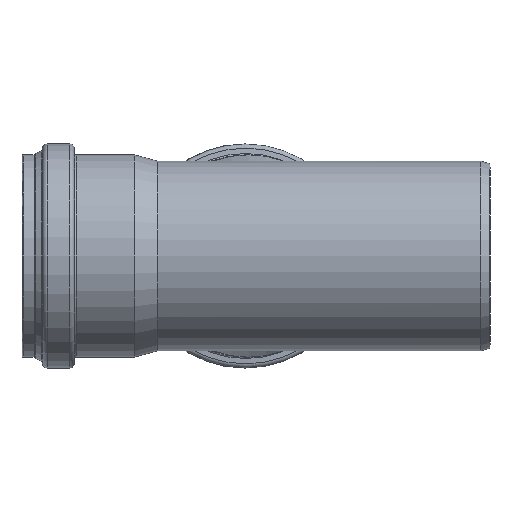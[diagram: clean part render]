
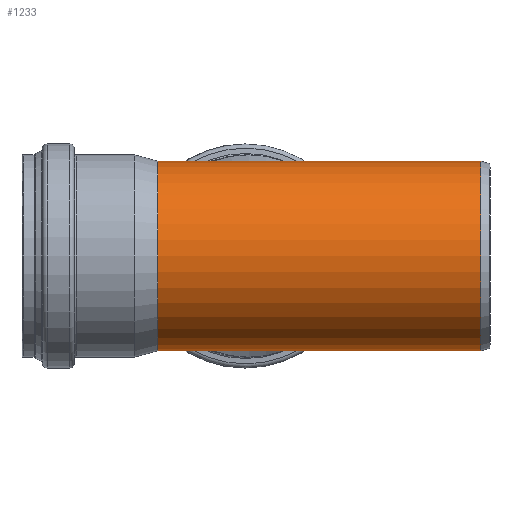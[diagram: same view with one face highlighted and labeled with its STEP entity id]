
A CAD part, left-side view. The second image highlights one B-rep face of the part: STEP entity #1233.
In plain terms, the highlighted cylindrical face has radius 62.55 mm (diameter 125.1 mm), a full revolution.
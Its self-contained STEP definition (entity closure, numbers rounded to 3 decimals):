
#72=LINE('',#2319,#109);
#109=VECTOR('',#1578,62.55);
#148=CIRCLE('',#1336,62.55);
#149=CIRCLE('',#1337,62.55);
#293=CYLINDRICAL_SURFACE('',#1335,62.55);
#315=FACE_OUTER_BOUND('',#389,.T.);
#389=EDGE_LOOP('',(#843,#844,#845,#846,#847,#848,#849,#850,#851,#852));
#463=ELLIPSE('',#1325,91.593,62.55);
#466=ELLIPSE('',#1328,87.589,62.55);
#467=ELLIPSE('',#1329,87.589,62.55);
#469=ELLIPSE('',#1331,91.593,62.55);
#479=B_SPLINE_CURVE_WITH_KNOTS('',3,(#2285,#2286,#2287,#2288,#2289,#2290,
#2291,#2292),.UNSPECIFIED.,.F.,.F.,(4,2,2,4),(0.,0.03,0.043,
0.047),.UNSPECIFIED.);
#482=B_SPLINE_CURVE_WITH_KNOTS('',3,(#2306,#2307,#2308,#2309,#2310,#2311,
#2312,#2313,#2314,#2315),.UNSPECIFIED.,.F.,.F.,(4,2,2,2,4),(1.518,
1.522,1.551,1.6,1.662),
 .UNSPECIFIED.);
#483=VERTEX_POINT('',#2081);
#485=VERTEX_POINT('',#2093);
#486=VERTEX_POINT('',#2151);
#487=VERTEX_POINT('',#2153);
#489=VERTEX_POINT('',#2192);
#493=VERTEX_POINT('',#2284);
#495=VERTEX_POINT('',#2299);
#496=VERTEX_POINT('',#2318);
#616=EDGE_CURVE('',#483,#485,#463,.T.);
#619=EDGE_CURVE('',#485,#487,#466,.T.);
#620=EDGE_CURVE('',#487,#486,#467,.T.);
#623=EDGE_CURVE('',#486,#489,#469,.T.);
#629=EDGE_CURVE('',#493,#489,#479,.T.);
#632=EDGE_CURVE('',#483,#495,#482,.T.);
#633=EDGE_CURVE('',#493,#495,#148,.T.);
#634=EDGE_CURVE('',#487,#496,#72,.T.);
#635=EDGE_CURVE('',#496,#496,#149,.T.);
#843=ORIENTED_EDGE('',*,*,#616,.F.);
#844=ORIENTED_EDGE('',*,*,#632,.T.);
#845=ORIENTED_EDGE('',*,*,#633,.F.);
#846=ORIENTED_EDGE('',*,*,#629,.T.);
#847=ORIENTED_EDGE('',*,*,#623,.F.);
#848=ORIENTED_EDGE('',*,*,#620,.F.);
#849=ORIENTED_EDGE('',*,*,#634,.T.);
#850=ORIENTED_EDGE('',*,*,#635,.T.);
#851=ORIENTED_EDGE('',*,*,#634,.F.);
#852=ORIENTED_EDGE('',*,*,#619,.F.);
#1233=ADVANCED_FACE('',(#315),#293,.T.);
#1325=AXIS2_PLACEMENT_3D('',#2094,#1554,#1555);
#1328=AXIS2_PLACEMENT_3D('',#2154,#1560,#1561);
#1329=AXIS2_PLACEMENT_3D('',#2155,#1562,#1563);
#1331=AXIS2_PLACEMENT_3D('',#2204,#1566,#1567);
#1335=AXIS2_PLACEMENT_3D('',#2316,#1574,#1575);
#1336=AXIS2_PLACEMENT_3D('',#2317,#1576,#1577);
#1337=AXIS2_PLACEMENT_3D('',#2320,#1579,#1580);
#1554=DIRECTION('center_axis',(0.731,-0.683,0.));
#1555=DIRECTION('ref_axis',(0.683,0.731,0.));
#1560=DIRECTION('center_axis',(0.7,0.714,0.));
#1561=DIRECTION('ref_axis',(0.714,-0.7,0.));
#1562=DIRECTION('center_axis',(0.7,0.714,0.));
#1563=DIRECTION('ref_axis',(0.714,-0.7,0.));
#1566=DIRECTION('center_axis',(0.731,-0.683,0.));
#1567=DIRECTION('ref_axis',(0.683,0.731,0.));
#1574=DIRECTION('center_axis',(0.,1.,0.));
#1575=DIRECTION('ref_axis',(-1.,0.,0.));
#1576=DIRECTION('center_axis',(0.,1.,0.));
#1577=DIRECTION('ref_axis',(1.,0.,0.));
#1578=DIRECTION('',(0.,-1.,0.));
#1579=DIRECTION('center_axis',(0.,1.,0.));
#1580=DIRECTION('ref_axis',(1.,0.,0.));
#2081=CARTESIAN_POINT('',(58.801,218.899,21.33));
#2093=CARTESIAN_POINT('',(0.,156.,62.55));
#2094=CARTESIAN_POINT('Origin',(0.,156.,0.));
#2151=CARTESIAN_POINT('',(0.,156.,-62.55));
#2153=CARTESIAN_POINT('',(62.55,94.687,0.));
#2154=CARTESIAN_POINT('Origin',(0.,156.,0.));
#2155=CARTESIAN_POINT('Origin',(0.,156.,0.));
#2192=CARTESIAN_POINT('',(58.801,218.899,-21.33));
#2204=CARTESIAN_POINT('Origin',(0.,156.,0.));
#2284=CARTESIAN_POINT('',(58.654,219.012,-21.732));
#2285=CARTESIAN_POINT('Ctrl Pts',(58.654,219.012,-21.732));
#2286=CARTESIAN_POINT('Ctrl Pts',(58.688,219.012,-21.639));
#2287=CARTESIAN_POINT('Ctrl Pts',(58.724,219.004,-21.541));
#2288=CARTESIAN_POINT('Ctrl Pts',(58.767,218.965,-21.424));
#2289=CARTESIAN_POINT('Ctrl Pts',(58.78,218.948,-21.386));
#2290=CARTESIAN_POINT('Ctrl Pts',(58.795,218.916,-21.346));
#2291=CARTESIAN_POINT('Ctrl Pts',(58.798,218.908,-21.338));
#2292=CARTESIAN_POINT('Ctrl Pts',(58.801,218.899,-21.33));
#2299=CARTESIAN_POINT('',(58.654,219.012,21.732));
#2306=CARTESIAN_POINT('Ctrl Pts',(58.801,218.899,21.33));
#2307=CARTESIAN_POINT('Ctrl Pts',(58.8,218.902,21.332));
#2308=CARTESIAN_POINT('Ctrl Pts',(58.799,218.905,21.335));
#2309=CARTESIAN_POINT('Ctrl Pts',(58.79,218.928,21.359));
#2310=CARTESIAN_POINT('Ctrl Pts',(58.781,218.945,21.384));
#2311=CARTESIAN_POINT('Ctrl Pts',(58.756,218.978,21.452));
#2312=CARTESIAN_POINT('Ctrl Pts',(58.739,218.99,21.501));
#2313=CARTESIAN_POINT('Ctrl Pts',(58.7,219.008,21.607));
#2314=CARTESIAN_POINT('Ctrl Pts',(58.676,219.012,21.671));
#2315=CARTESIAN_POINT('Ctrl Pts',(58.654,219.012,21.732));
#2316=CARTESIAN_POINT('Origin',(0.,112.506,0.));
#2317=CARTESIAN_POINT('Origin',(0.,219.012,0.));
#2318=CARTESIAN_POINT('',(62.55,6.,0.));
#2319=CARTESIAN_POINT('',(62.55,112.506,0.));
#2320=CARTESIAN_POINT('Origin',(0.,6.,0.));
